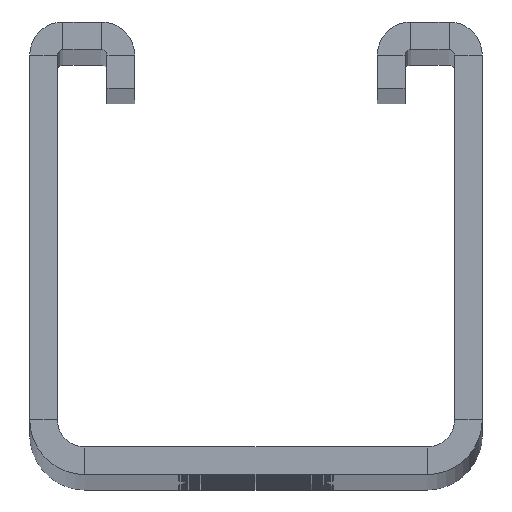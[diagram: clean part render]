
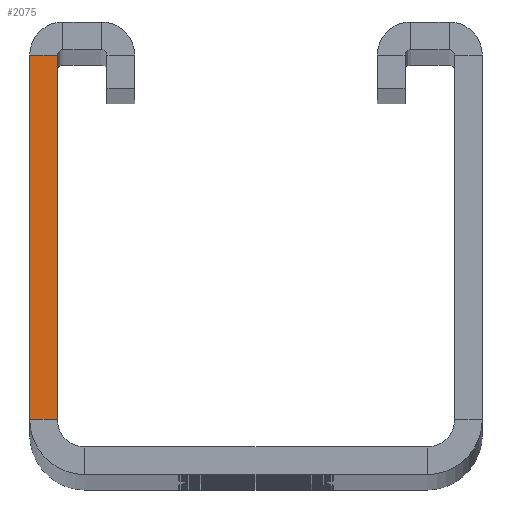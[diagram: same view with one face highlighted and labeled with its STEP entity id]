
A CAD part, top view. The second image highlights one B-rep face of the part: STEP entity #2075.
In plain terms, the highlighted planar face has unit normal (0, 0, 1).
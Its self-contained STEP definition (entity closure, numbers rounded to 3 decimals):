
#159 = LINE ( 'NONE', #1762, #3951 ) ;
#325 = EDGE_CURVE ( 'NONE', #1765, #758, #3437, .T. ) ;
#448 = DIRECTION ( 'NONE',  ( 1., 0., 0. ) ) ;
#549 = DIRECTION ( 'NONE',  ( -1., 0., 0. ) ) ;
#588 = VECTOR ( 'NONE', #727, 1000. ) ;
#727 = DIRECTION ( 'NONE',  ( 0., -1., 0. ) ) ;
#758 = VERTEX_POINT ( 'NONE', #3559 ) ;
#773 = LINE ( 'NONE', #1917, #588 ) ;
#843 = EDGE_CURVE ( 'NONE', #1765, #2028, #773, .T. ) ;
#1437 = DIRECTION ( 'NONE',  ( 1., 0., 0. ) ) ;
#1460 = DIRECTION ( 'NONE',  ( 0., 0., 1. ) ) ;
#1507 = DIRECTION ( 'NONE',  ( 0., -1., 0. ) ) ;
#1703 = FACE_OUTER_BOUND ( 'NONE', #2983, .T. ) ;
#1711 = CARTESIAN_POINT ( 'NONE',  ( -20.5, 5., 800. ) ) ;
#1754 = PLANE ( 'NONE',  #2306 ) ;
#1762 = CARTESIAN_POINT ( 'NONE',  ( -20.5, 5., 800. ) ) ;
#1765 = VERTEX_POINT ( 'NONE', #2989 ) ;
#1917 = CARTESIAN_POINT ( 'NONE',  ( -18., 5., 800. ) ) ;
#1983 = LINE ( 'NONE', #3987, #3071 ) ;
#2028 = VERTEX_POINT ( 'NONE', #3317 ) ;
#2072 = CARTESIAN_POINT ( 'NONE',  ( -15.5, 2.5, 800. ) ) ;
#2075 = ADVANCED_FACE ( 'NONE', ( #1703 ), #1754, .T. ) ;
#2306 = AXIS2_PLACEMENT_3D ( 'NONE', #2072, #1460, #1437 ) ;
#2325 = CARTESIAN_POINT ( 'NONE',  ( -18., 38., 800. ) ) ;
#2964 = VECTOR ( 'NONE', #549, 1000. ) ;
#2983 = EDGE_LOOP ( 'NONE', ( #3557, #3811, #3750, #3954 ) ) ;
#2989 = CARTESIAN_POINT ( 'NONE',  ( -18., 38., 800. ) ) ;
#3044 = EDGE_CURVE ( 'NONE', #758, #3257, #159, .T. ) ;
#3071 = VECTOR ( 'NONE', #448, 1000. ) ;
#3257 = VERTEX_POINT ( 'NONE', #1711 ) ;
#3274 = EDGE_CURVE ( 'NONE', #3257, #2028, #1983, .T. ) ;
#3317 = CARTESIAN_POINT ( 'NONE',  ( -18., 5., 800. ) ) ;
#3437 = LINE ( 'NONE', #2325, #2964 ) ;
#3557 = ORIENTED_EDGE ( 'NONE', *, *, #3044, .T. ) ;
#3559 = CARTESIAN_POINT ( 'NONE',  ( -20.5, 38., 800. ) ) ;
#3750 = ORIENTED_EDGE ( 'NONE', *, *, #843, .F. ) ;
#3811 = ORIENTED_EDGE ( 'NONE', *, *, #3274, .T. ) ;
#3951 = VECTOR ( 'NONE', #1507, 1000. ) ;
#3954 = ORIENTED_EDGE ( 'NONE', *, *, #325, .T. ) ;
#3987 = CARTESIAN_POINT ( 'NONE',  ( -20.5, 5., 800. ) ) ;
